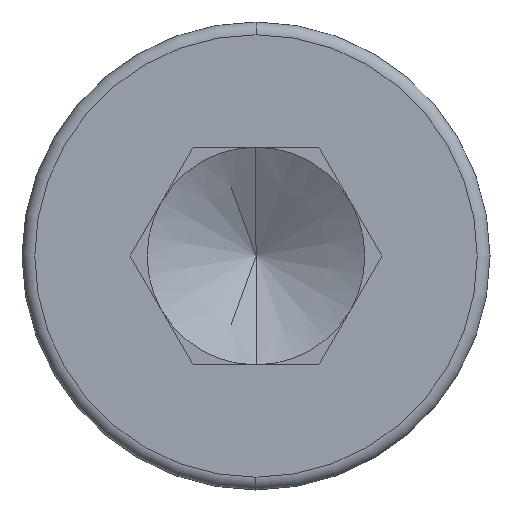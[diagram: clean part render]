
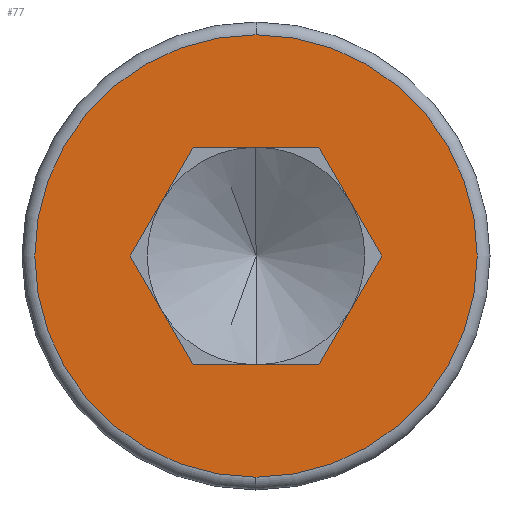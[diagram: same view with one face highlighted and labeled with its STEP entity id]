
A CAD part, left-side view. The second image highlights one B-rep face of the part: STEP entity #77.
In plain terms, the highlighted planar face has unit normal (-1, 0, 0).
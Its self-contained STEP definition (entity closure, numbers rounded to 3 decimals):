
#8 = DIRECTION ( 'NONE',  ( 0., -0.5, 0.866 ) ) ;
#10 = CIRCLE ( 'NONE', #660, 2.6 ) ;
#30 = VERTEX_POINT ( 'NONE', #57 ) ;
#52 = DIRECTION ( 'NONE',  ( 0., 1., 0. ) ) ;
#53 = CIRCLE ( 'NONE', #159, 2.6 ) ;
#57 = CARTESIAN_POINT ( 'NONE',  ( 0., -0.739, -1.28 ) ) ;
#64 = VECTOR ( 'NONE', #52, 1000. ) ;
#74 = EDGE_LOOP ( 'NONE', ( #318, #619 ) ) ;
#77 = ADVANCED_FACE ( 'NONE', ( #190, #662 ), #248, .T. ) ;
#87 = CARTESIAN_POINT ( 'NONE',  ( 0., 1.478, 0. ) ) ;
#89 = ORIENTED_EDGE ( 'NONE', *, *, #482, .F. ) ;
#98 = ORIENTED_EDGE ( 'NONE', *, *, #181, .T. ) ;
#99 = CARTESIAN_POINT ( 'NONE',  ( 0., -0.739, 1.28 ) ) ;
#102 = EDGE_CURVE ( 'NONE', #299, #30, #307, .T. ) ;
#108 = DIRECTION ( 'NONE',  ( -1., 0., 0. ) ) ;
#116 = VECTOR ( 'NONE', #564, 1000. ) ;
#126 = CARTESIAN_POINT ( 'NONE',  ( 0., 0., 0. ) ) ;
#136 = VERTEX_POINT ( 'NONE', #617 ) ;
#140 = EDGE_CURVE ( 'NONE', #210, #136, #751, .T. ) ;
#151 = VERTEX_POINT ( 'NONE', #324 ) ;
#152 = CARTESIAN_POINT ( 'NONE',  ( 0., 1.478, 0. ) ) ;
#155 = CARTESIAN_POINT ( 'NONE',  ( 0., 1.478, 0. ) ) ;
#159 = AXIS2_PLACEMENT_3D ( 'NONE', #469, #108, #176 ) ;
#176 = DIRECTION ( 'NONE',  ( 0., 0., 1. ) ) ;
#181 = EDGE_CURVE ( 'NONE', #210, #151, #560, .T. ) ;
#190 = FACE_BOUND ( 'NONE', #404, .T. ) ;
#193 = CARTESIAN_POINT ( 'NONE',  ( 0., -1.478, 0. ) ) ;
#210 = VERTEX_POINT ( 'NONE', #152 ) ;
#228 = DIRECTION ( 'NONE',  ( 0., -1., 0. ) ) ;
#236 = CARTESIAN_POINT ( 'NONE',  ( 0., -0.739, 1.28 ) ) ;
#248 = PLANE ( 'NONE',  #460 ) ;
#299 = VERTEX_POINT ( 'NONE', #702 ) ;
#304 = VECTOR ( 'NONE', #8, 1000. ) ;
#307 = LINE ( 'NONE', #193, #762 ) ;
#309 = DIRECTION ( 'NONE',  ( 0., 0., 1. ) ) ;
#310 = ORIENTED_EDGE ( 'NONE', *, *, #140, .F. ) ;
#318 = ORIENTED_EDGE ( 'NONE', *, *, #456, .T. ) ;
#324 = CARTESIAN_POINT ( 'NONE',  ( 0., 0.739, 1.28 ) ) ;
#336 = ORIENTED_EDGE ( 'NONE', *, *, #430, .T. ) ;
#337 = CARTESIAN_POINT ( 'NONE',  ( 0., 0., 2.6 ) ) ;
#339 = VERTEX_POINT ( 'NONE', #337 ) ;
#345 = LINE ( 'NONE', #474, #406 ) ;
#354 = VECTOR ( 'NONE', #228, 1000. ) ;
#372 = DIRECTION ( 'NONE',  ( -1., 0., 0. ) ) ;
#404 = EDGE_LOOP ( 'NONE', ( #98, #89, #336, #433, #672, #310 ) ) ;
#406 = VECTOR ( 'NONE', #589, 1000. ) ;
#412 = VERTEX_POINT ( 'NONE', #99 ) ;
#430 = EDGE_CURVE ( 'NONE', #412, #299, #345, .T. ) ;
#433 = ORIENTED_EDGE ( 'NONE', *, *, #102, .T. ) ;
#447 = EDGE_CURVE ( 'NONE', #136, #30, #772, .T. ) ;
#456 = EDGE_CURVE ( 'NONE', #339, #493, #53, .T. ) ;
#460 = AXIS2_PLACEMENT_3D ( 'NONE', #126, #372, #309 ) ;
#469 = CARTESIAN_POINT ( 'NONE',  ( 0., 0., 0. ) ) ;
#474 = CARTESIAN_POINT ( 'NONE',  ( 0., -0.739, 1.28 ) ) ;
#482 = EDGE_CURVE ( 'NONE', #412, #151, #596, .T. ) ;
#493 = VERTEX_POINT ( 'NONE', #745 ) ;
#545 = EDGE_CURVE ( 'NONE', #493, #339, #10, .T. ) ;
#551 = DIRECTION ( 'NONE',  ( 0., 0.5, -0.866 ) ) ;
#556 = CARTESIAN_POINT ( 'NONE',  ( 0., 0., 0. ) ) ;
#560 = LINE ( 'NONE', #155, #304 ) ;
#564 = DIRECTION ( 'NONE',  ( 0., -0.5, -0.866 ) ) ;
#589 = DIRECTION ( 'NONE',  ( 0., -0.5, -0.866 ) ) ;
#596 = LINE ( 'NONE', #236, #64 ) ;
#617 = CARTESIAN_POINT ( 'NONE',  ( 0., 0.739, -1.28 ) ) ;
#619 = ORIENTED_EDGE ( 'NONE', *, *, #545, .T. ) ;
#660 = AXIS2_PLACEMENT_3D ( 'NONE', #556, #739, #679 ) ;
#662 = FACE_OUTER_BOUND ( 'NONE', #74, .T. ) ;
#672 = ORIENTED_EDGE ( 'NONE', *, *, #447, .F. ) ;
#679 = DIRECTION ( 'NONE',  ( 0., 0., 1. ) ) ;
#702 = CARTESIAN_POINT ( 'NONE',  ( 0., -1.478, 0. ) ) ;
#716 = CARTESIAN_POINT ( 'NONE',  ( 0., 0.739, -1.28 ) ) ;
#739 = DIRECTION ( 'NONE',  ( -1., 0., 0. ) ) ;
#745 = CARTESIAN_POINT ( 'NONE',  ( 0., 0., -2.6 ) ) ;
#751 = LINE ( 'NONE', #87, #116 ) ;
#762 = VECTOR ( 'NONE', #551, 1000. ) ;
#772 = LINE ( 'NONE', #716, #354 ) ;
